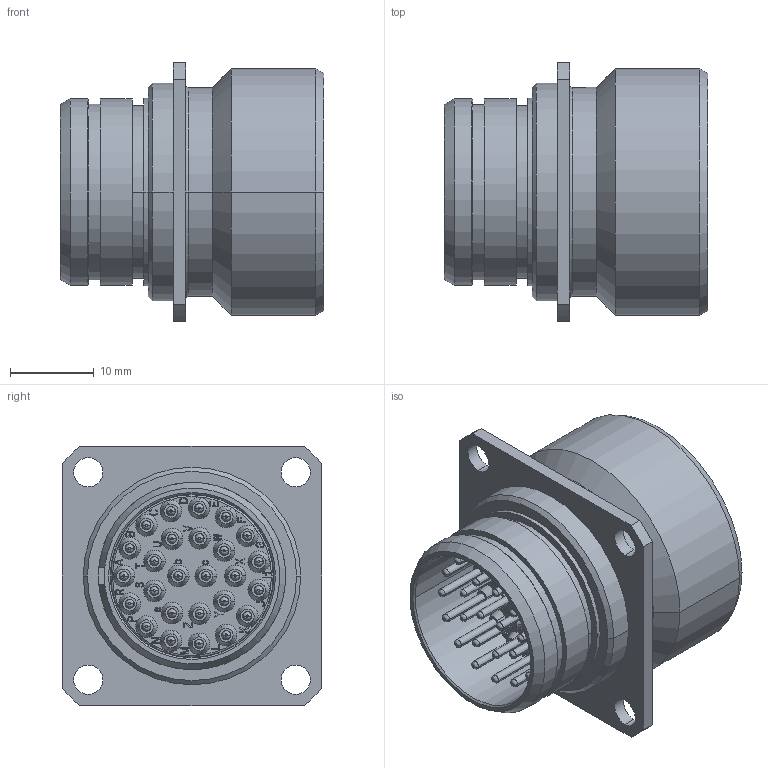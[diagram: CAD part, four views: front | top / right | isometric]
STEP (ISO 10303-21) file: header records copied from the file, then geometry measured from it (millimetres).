
FILE_DESCRIPTION((''),'2;1');
FILE_NAME('1332ER426MZ','2024-07-30T09:09:59',('paultorloting'),('NET AG system integration'),'CREO PARAMETRIC BY PTC INC, 2021404','CREO PARAMETRIC BY PTC INC, 2021404','');
FILE_SCHEMA(('AUTOMOTIVE_DESIGN { 1 0 10303 214 1 1 1 1 }'));
Products named in the file (1): 1332ER426MZ
Bounding box: 31.5 x 31 x 31 mm (x, y, z)
Volume: 8059.2 mm3; surface area: 10245.5 mm2
Topology: 1 solids, 1 shells, 1640 faces, 4057 edges, 2596 vertices
Faces by surface type: plane 878, cylinder 452, cone 127, torus 125, bspline 58
Entity records: 63257 total; most frequent: CARTESIAN_POINT 12416, DIRECTION 8234, ORIENTED_EDGE 8114, EDGE_CURVE 4057, AXIS2_PLACEMENT_3D 2852, VERTEX_POINT 2596, VECTOR 2527, LINE 2527
